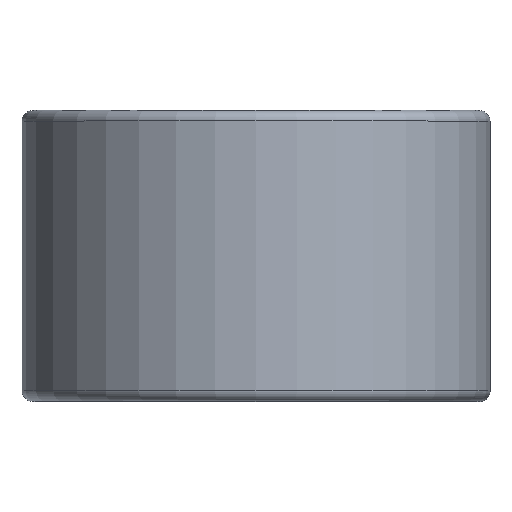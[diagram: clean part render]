
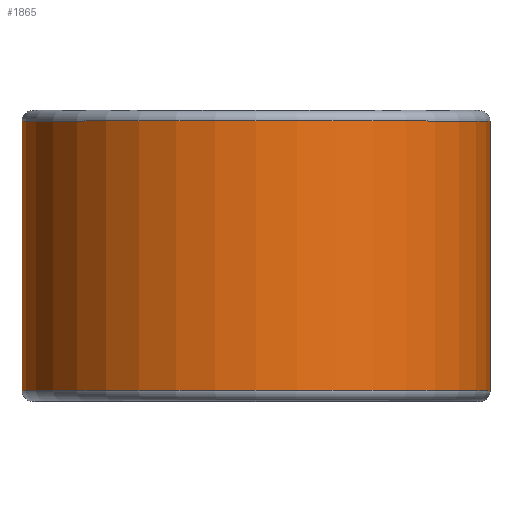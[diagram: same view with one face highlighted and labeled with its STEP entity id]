
A CAD part, top view. The second image highlights one B-rep face of the part: STEP entity #1865.
In plain terms, the highlighted cylindrical face has radius 16.599 mm (diameter 33.198 mm), a partial arc.
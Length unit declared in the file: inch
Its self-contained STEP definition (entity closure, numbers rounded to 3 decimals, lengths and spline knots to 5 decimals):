
#24 = CARTESIAN_POINT ( 'NONE',  ( 0., -0.37625, -0.6535 ) ) ;
#42 = DIRECTION ( 'NONE',  ( 0., -1., 0. ) ) ;
#82 = ORIENTED_EDGE ( 'NONE', *, *, #2286, .T. ) ;
#108 = FACE_OUTER_BOUND ( 'NONE', #656, .T. ) ;
#121 = EDGE_CURVE ( 'NONE', #1507, #986, #1776, .T. ) ;
#134 = CARTESIAN_POINT ( 'NONE',  ( 0., 0.37625, -0.6535 ) ) ;
#179 = DIRECTION ( 'NONE',  ( 0., 0., -1. ) ) ;
#208 = ORIENTED_EDGE ( 'NONE', *, *, #2076, .F. ) ;
#219 = DIRECTION ( 'NONE',  ( 0., 1., 0. ) ) ;
#302 = CARTESIAN_POINT ( 'NONE',  ( 0., 0.37625, 0. ) ) ;
#423 = CIRCLE ( 'NONE', #2117, 0.6535 ) ;
#434 = CARTESIAN_POINT ( 'NONE',  ( 0.6535, 0.37625, 0. ) ) ;
#510 = DIRECTION ( 'NONE',  ( 0., 0., -1. ) ) ;
#624 = CARTESIAN_POINT ( 'NONE',  ( 0.6535, 0.37625, 0. ) ) ;
#627 = ORIENTED_EDGE ( 'NONE', *, *, #907, .F. ) ;
#645 = CYLINDRICAL_SURFACE ( 'NONE', #2234, 0.6535 ) ;
#656 = EDGE_LOOP ( 'NONE', ( #956, #82, #208, #627 ) ) ;
#907 = EDGE_CURVE ( 'NONE', #1507, #1007, #423, .T. ) ;
#956 = ORIENTED_EDGE ( 'NONE', *, *, #121, .T. ) ;
#986 = VERTEX_POINT ( 'NONE', #434 ) ;
#1007 = VERTEX_POINT ( 'NONE', #24 ) ;
#1028 = DIRECTION ( 'NONE',  ( 0., 0., -1. ) ) ;
#1038 = VECTOR ( 'NONE', #1334, 39.37008 ) ;
#1040 = CARTESIAN_POINT ( 'NONE',  ( 0.6535, -0.37625, 0. ) ) ;
#1302 = DIRECTION ( 'NONE',  ( 0., -1., 0. ) ) ;
#1334 = DIRECTION ( 'NONE',  ( 0., 1., 0. ) ) ;
#1340 = VECTOR ( 'NONE', #219, 39.37008 ) ;
#1375 = LINE ( 'NONE', #134, #1340 ) ;
#1507 = VERTEX_POINT ( 'NONE', #1040 ) ;
#1585 = DIRECTION ( 'NONE',  ( 0., -1., 0. ) ) ;
#1775 = AXIS2_PLACEMENT_3D ( 'NONE', #302, #1585, #510 ) ;
#1776 = LINE ( 'NONE', #624, #1038 ) ;
#1865 = ADVANCED_FACE ( 'NONE', ( #108 ), #645, .T. ) ;
#1935 = CARTESIAN_POINT ( 'NONE',  ( 0., 0.37625, -0.6535 ) ) ;
#2076 = EDGE_CURVE ( 'NONE', #1007, #2279, #1375, .T. ) ;
#2117 = AXIS2_PLACEMENT_3D ( 'NONE', #2349, #1302, #179 ) ;
#2226 = CARTESIAN_POINT ( 'NONE',  ( 0., 0.375, 0. ) ) ;
#2234 = AXIS2_PLACEMENT_3D ( 'NONE', #2226, #42, #1028 ) ;
#2264 = CIRCLE ( 'NONE', #1775, 0.6535 ) ;
#2279 = VERTEX_POINT ( 'NONE', #1935 ) ;
#2286 = EDGE_CURVE ( 'NONE', #986, #2279, #2264, .T. ) ;
#2349 = CARTESIAN_POINT ( 'NONE',  ( 0., -0.37625, 0. ) ) ;
